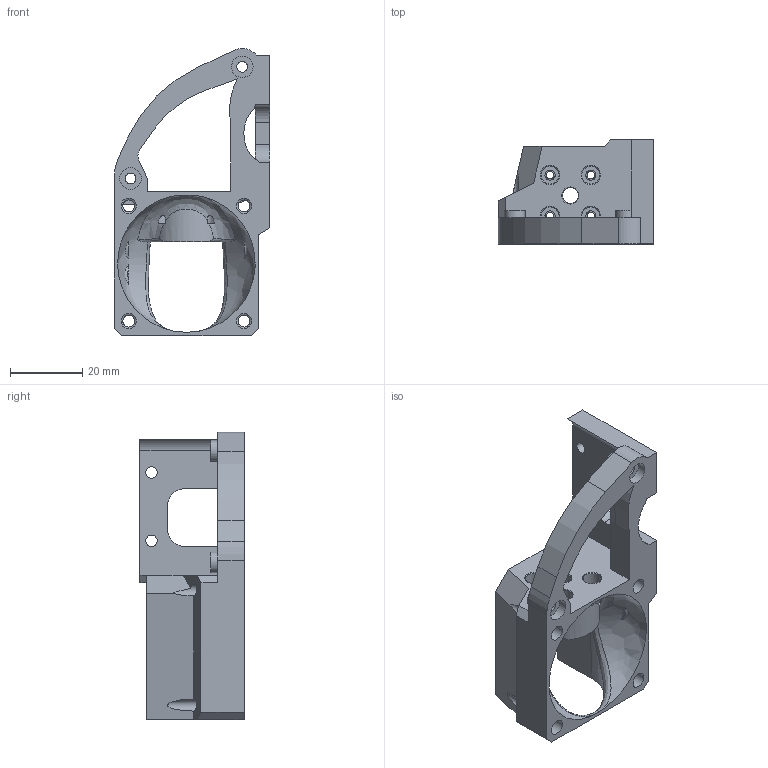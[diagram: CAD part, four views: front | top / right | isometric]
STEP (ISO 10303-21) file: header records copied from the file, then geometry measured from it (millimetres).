
FILE_DESCRIPTION(('HOOPS Exchange Step'),'2;1');
FILE_NAME('temp_export','2024-07-07T14:53:34+10:00',('bjonk'),('Shapr3D Limited'),'HOOPS Exchange 2024.2','Shapr3D','Authorized');
FILE_SCHEMA( ('AUTOMOTIVE_DESIGN { 1 0 10303 214 1 1 1 1 }') );
Length unit declared in the file: millimetre
Products named in the file (3): My Rapido Mount; My variations; root
Assembly tree (2 placements, depth 3):
  root
    My variations
      My Rapido Mount
Bounding box: 43.1 x 28.95 x 79.69 mm (x, y, z)
Volume: 24370.2 mm3; surface area: 13436.5 mm2
Topology: 1 solids, 1 shells, 130 faces, 388 edges, 263 vertices
Faces by surface type: plane 59, cylinder 48, bspline 12, cone 11
Full cylindrical faces by diameter (mm): 2.1 x4, 2.8 x4, 3 x2, 3.15 x1, 3.2 x1, 3.3 x4, 4.25 x4, 4.35 x1, 5 x4, 5.8 x2, 6 x2
Entity records: 10389 total; most frequent: CARTESIAN_POINT 6744, ORIENTED_EDGE 776, DIRECTION 723, EDGE_CURVE 388, AXIS2_PLACEMENT_3D 269, VERTEX_POINT 263, VECTOR 185, LINE 185
